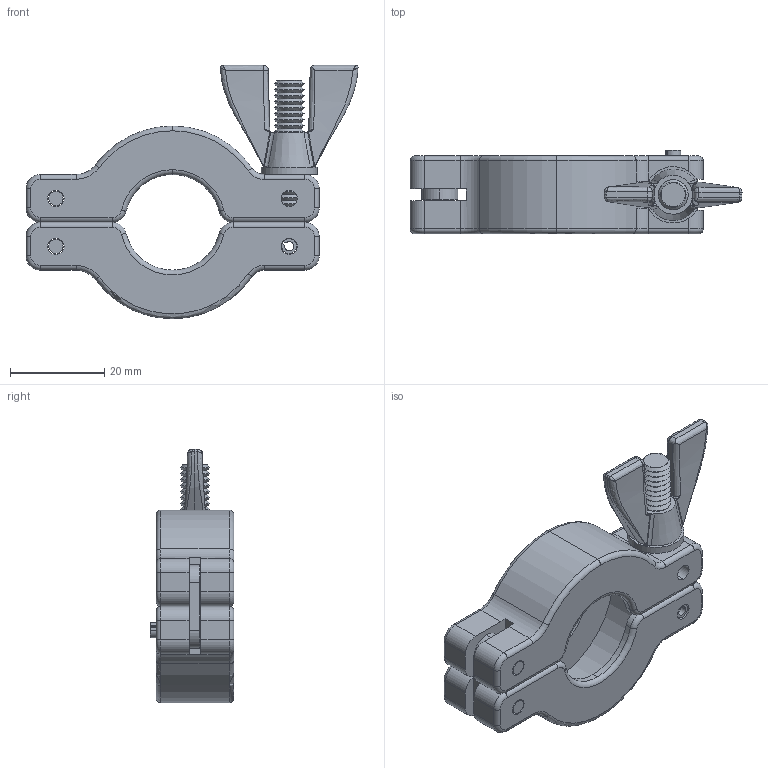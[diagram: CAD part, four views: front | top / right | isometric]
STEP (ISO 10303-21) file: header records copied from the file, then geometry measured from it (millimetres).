
FILE_DESCRIPTION (( 'STEP AP214' ), '1' );
FILE_NAME ('701000.STEP', '2023-12-28T14:46:32', ( '' ), ( '' ), 'SwSTEP 2.0', 'SolidWorks 2022', '' );
FILE_SCHEMA (( 'AUTOMOTIVE_DESIGN' ));
Length unit declared in the file: inch
Products named in the file (3): sub1; 701000; sub2
Assembly tree (2 placements, depth 2):
  701000
    sub2
    sub1
Bounding box: 70.48 x 17.78 x 53.77 mm (x, y, z)
Volume: 15881.9 mm3; surface area: 13766.5 mm2
Topology: 9 solids, 9 shells, 381 faces, 901 edges, 526 vertices
Faces by surface type: cylinder 117, cone 91, bspline 66, plane 63, torus 44
Entity records: 18488 total; most frequent: CARTESIAN_POINT 9841, ORIENTED_EDGE 1778, DIRECTION 1753, EDGE_CURVE 889, AXIS2_PLACEMENT_3D 712, VERTEX_POINT 525, EDGE_LOOP 404, CIRCLE 392
